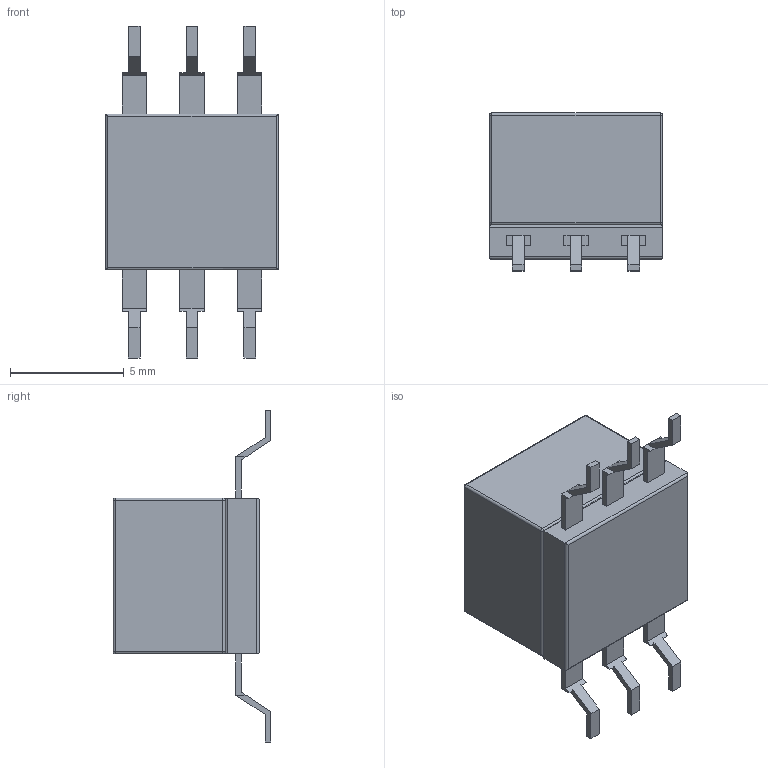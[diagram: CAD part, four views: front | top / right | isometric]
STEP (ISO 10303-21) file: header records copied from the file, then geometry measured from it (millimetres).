
FILE_DESCRIPTION (( 'STEP AP214' ), '1' );
FILE_NAME ('T1-1T-KK81+.STEP', '2023-06-05T17:28:33', ( '' ), ( '' ), 'SwSTEP 2.0', 'SolidWorks 2021', '' );
FILE_SCHEMA (( 'AUTOMOTIVE_DESIGN' ));
Length unit declared in the file: millimetre
Products named in the file (1): T1-1T-KK81+
Bounding box: 7.62 x 6.94 x 14.61 mm (x, y, z)
Volume: 340.9 mm3; surface area: 448 mm2
Topology: 8 solids, 8 shells, 123 faces, 287 edges, 172 vertices
Faces by surface type: plane 96, cylinder 19, sphere 8
Entity records: 4353 total; most frequent: CARTESIAN_POINT 593, ORIENTED_EDGE 558, DIRECTION 547, EDGE_CURVE 279, LINE 247, VECTOR 247, VERTEX_POINT 172, AXIS2_PLACEMENT_3D 150
